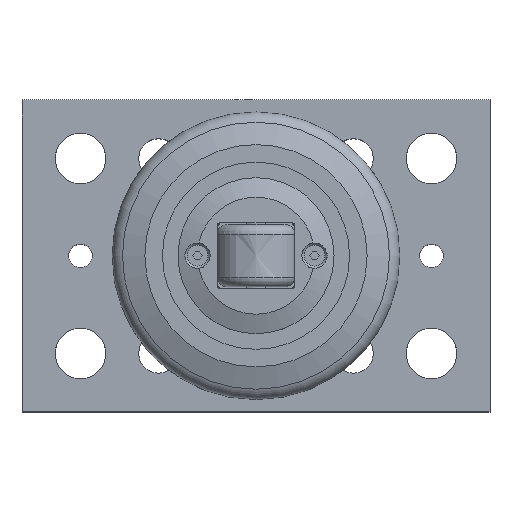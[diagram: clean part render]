
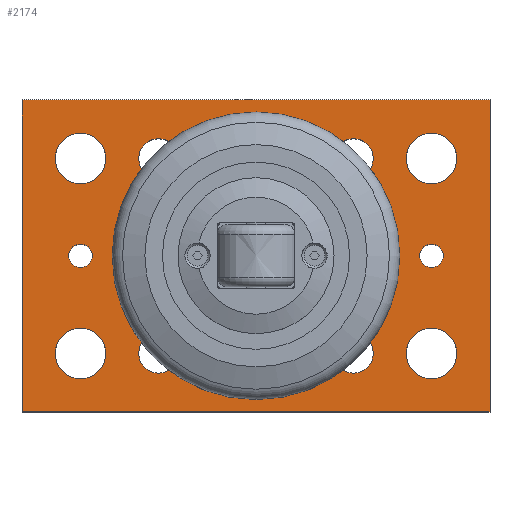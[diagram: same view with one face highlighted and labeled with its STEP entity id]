
A CAD part, top view. The second image highlights one B-rep face of the part: STEP entity #2174.
In plain terms, the highlighted planar face has unit normal (0, 0, 1).
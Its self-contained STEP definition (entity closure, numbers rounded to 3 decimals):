
#76=FACE_BOUND('',#404,.T.);
#77=FACE_BOUND('',#405,.T.);
#78=FACE_BOUND('',#406,.T.);
#79=FACE_BOUND('',#407,.T.);
#80=FACE_BOUND('',#408,.T.);
#81=FACE_BOUND('',#409,.T.);
#82=FACE_BOUND('',#410,.T.);
#83=FACE_BOUND('',#411,.T.);
#84=FACE_BOUND('',#412,.T.);
#85=FACE_BOUND('',#413,.T.);
#86=FACE_BOUND('',#414,.T.);
#139=PLANE('',#2449);
#264=FACE_OUTER_BOUND('',#403,.T.);
#403=EDGE_LOOP('',(#1995,#1996,#1997,#1998));
#404=EDGE_LOOP('',(#1999));
#405=EDGE_LOOP('',(#2000,#2001));
#406=EDGE_LOOP('',(#2002,#2003));
#407=EDGE_LOOP('',(#2004,#2005));
#408=EDGE_LOOP('',(#2006,#2007));
#409=EDGE_LOOP('',(#2008));
#410=EDGE_LOOP('',(#2009));
#411=EDGE_LOOP('',(#2010));
#412=EDGE_LOOP('',(#2011));
#413=EDGE_LOOP('',(#2012));
#414=EDGE_LOOP('',(#2013));
#545=LINE('',#4037,#687);
#549=LINE('',#4045,#691);
#552=LINE('',#4051,#694);
#555=LINE('',#4056,#697);
#687=VECTOR('',#3078,10.);
#691=VECTOR('',#3084,10.);
#694=VECTOR('',#3089,10.);
#697=VECTOR('',#3094,10.);
#819=CIRCLE('',#2406,23.5);
#821=CIRCLE('',#2410,5.053);
#822=CIRCLE('',#2411,5.053);
#824=CIRCLE('',#2414,5.053);
#825=CIRCLE('',#2415,5.053);
#827=CIRCLE('',#2418,5.053);
#828=CIRCLE('',#2419,5.053);
#830=CIRCLE('',#2422,5.053);
#831=CIRCLE('',#2423,5.053);
#833=CIRCLE('',#2426,6.5);
#835=CIRCLE('',#2429,6.5);
#837=CIRCLE('',#2432,6.5);
#839=CIRCLE('',#2435,6.5);
#841=CIRCLE('',#2438,3.);
#843=CIRCLE('',#2441,3.);
#1026=VERTEX_POINT('',#3960);
#1028=VERTEX_POINT('',#3967);
#1029=VERTEX_POINT('',#3968);
#1031=VERTEX_POINT('',#3975);
#1032=VERTEX_POINT('',#3976);
#1034=VERTEX_POINT('',#3983);
#1035=VERTEX_POINT('',#3984);
#1037=VERTEX_POINT('',#3991);
#1038=VERTEX_POINT('',#3992);
#1040=VERTEX_POINT('',#3999);
#1042=VERTEX_POINT('',#4005);
#1044=VERTEX_POINT('',#4011);
#1046=VERTEX_POINT('',#4017);
#1048=VERTEX_POINT('',#4023);
#1050=VERTEX_POINT('',#4029);
#1052=VERTEX_POINT('',#4035);
#1053=VERTEX_POINT('',#4036);
#1056=VERTEX_POINT('',#4044);
#1058=VERTEX_POINT('',#4050);
#1330=EDGE_CURVE('',#1026,#1026,#819,.T.);
#1332=EDGE_CURVE('',#1028,#1029,#821,.T.);
#1333=EDGE_CURVE('',#1029,#1028,#822,.T.);
#1336=EDGE_CURVE('',#1031,#1032,#824,.T.);
#1337=EDGE_CURVE('',#1032,#1031,#825,.T.);
#1340=EDGE_CURVE('',#1034,#1035,#827,.T.);
#1341=EDGE_CURVE('',#1035,#1034,#828,.T.);
#1344=EDGE_CURVE('',#1037,#1038,#830,.T.);
#1345=EDGE_CURVE('',#1038,#1037,#831,.T.);
#1348=EDGE_CURVE('',#1040,#1040,#833,.T.);
#1351=EDGE_CURVE('',#1042,#1042,#835,.T.);
#1354=EDGE_CURVE('',#1044,#1044,#837,.T.);
#1357=EDGE_CURVE('',#1046,#1046,#839,.T.);
#1360=EDGE_CURVE('',#1048,#1048,#841,.T.);
#1363=EDGE_CURVE('',#1050,#1050,#843,.T.);
#1366=EDGE_CURVE('',#1052,#1053,#545,.T.);
#1370=EDGE_CURVE('',#1053,#1056,#549,.T.);
#1373=EDGE_CURVE('',#1056,#1058,#552,.T.);
#1376=EDGE_CURVE('',#1058,#1052,#555,.T.);
#1995=ORIENTED_EDGE('',*,*,#1366,.F.);
#1996=ORIENTED_EDGE('',*,*,#1376,.F.);
#1997=ORIENTED_EDGE('',*,*,#1373,.F.);
#1998=ORIENTED_EDGE('',*,*,#1370,.F.);
#1999=ORIENTED_EDGE('',*,*,#1330,.T.);
#2000=ORIENTED_EDGE('',*,*,#1332,.T.);
#2001=ORIENTED_EDGE('',*,*,#1333,.T.);
#2002=ORIENTED_EDGE('',*,*,#1336,.T.);
#2003=ORIENTED_EDGE('',*,*,#1337,.T.);
#2004=ORIENTED_EDGE('',*,*,#1340,.T.);
#2005=ORIENTED_EDGE('',*,*,#1341,.T.);
#2006=ORIENTED_EDGE('',*,*,#1344,.T.);
#2007=ORIENTED_EDGE('',*,*,#1345,.T.);
#2008=ORIENTED_EDGE('',*,*,#1348,.T.);
#2009=ORIENTED_EDGE('',*,*,#1351,.T.);
#2010=ORIENTED_EDGE('',*,*,#1354,.T.);
#2011=ORIENTED_EDGE('',*,*,#1357,.T.);
#2012=ORIENTED_EDGE('',*,*,#1360,.T.);
#2013=ORIENTED_EDGE('',*,*,#1363,.T.);
#2174=ADVANCED_FACE('',(#264,#76,#77,#78,#79,#80,#81,#82,#83,#84,#85,#86),
#139,.T.);
#2406=AXIS2_PLACEMENT_3D('',#3962,#2992,#2993);
#2410=AXIS2_PLACEMENT_3D('',#3969,#3000,#3001);
#2411=AXIS2_PLACEMENT_3D('',#3970,#3002,#3003);
#2414=AXIS2_PLACEMENT_3D('',#3977,#3009,#3010);
#2415=AXIS2_PLACEMENT_3D('',#3978,#3011,#3012);
#2418=AXIS2_PLACEMENT_3D('',#3985,#3018,#3019);
#2419=AXIS2_PLACEMENT_3D('',#3986,#3020,#3021);
#2422=AXIS2_PLACEMENT_3D('',#3993,#3027,#3028);
#2423=AXIS2_PLACEMENT_3D('',#3994,#3029,#3030);
#2426=AXIS2_PLACEMENT_3D('',#4000,#3036,#3037);
#2429=AXIS2_PLACEMENT_3D('',#4006,#3043,#3044);
#2432=AXIS2_PLACEMENT_3D('',#4012,#3050,#3051);
#2435=AXIS2_PLACEMENT_3D('',#4018,#3057,#3058);
#2438=AXIS2_PLACEMENT_3D('',#4024,#3064,#3065);
#2441=AXIS2_PLACEMENT_3D('',#4030,#3071,#3072);
#2449=AXIS2_PLACEMENT_3D('',#4061,#3100,#3101);
#2992=DIRECTION('center_axis',(0.,0.,-1.));
#2993=DIRECTION('ref_axis',(-1.,0.,0.));
#3000=DIRECTION('center_axis',(0.,0.,-1.));
#3001=DIRECTION('ref_axis',(1.,0.,0.));
#3002=DIRECTION('center_axis',(0.,0.,-1.));
#3003=DIRECTION('ref_axis',(1.,0.,0.));
#3009=DIRECTION('center_axis',(0.,0.,-1.));
#3010=DIRECTION('ref_axis',(1.,0.,0.));
#3011=DIRECTION('center_axis',(0.,0.,-1.));
#3012=DIRECTION('ref_axis',(1.,0.,0.));
#3018=DIRECTION('center_axis',(0.,0.,-1.));
#3019=DIRECTION('ref_axis',(1.,0.,0.));
#3020=DIRECTION('center_axis',(0.,0.,-1.));
#3021=DIRECTION('ref_axis',(1.,0.,0.));
#3027=DIRECTION('center_axis',(0.,0.,-1.));
#3028=DIRECTION('ref_axis',(1.,0.,0.));
#3029=DIRECTION('center_axis',(0.,0.,-1.));
#3030=DIRECTION('ref_axis',(1.,0.,0.));
#3036=DIRECTION('center_axis',(0.,0.,-1.));
#3037=DIRECTION('ref_axis',(-1.,0.,0.));
#3043=DIRECTION('center_axis',(0.,0.,-1.));
#3044=DIRECTION('ref_axis',(-1.,0.,0.));
#3050=DIRECTION('center_axis',(0.,0.,-1.));
#3051=DIRECTION('ref_axis',(-1.,0.,0.));
#3057=DIRECTION('center_axis',(0.,0.,-1.));
#3058=DIRECTION('ref_axis',(-1.,0.,0.));
#3064=DIRECTION('center_axis',(0.,0.,-1.));
#3065=DIRECTION('ref_axis',(-1.,0.,0.));
#3071=DIRECTION('center_axis',(0.,0.,-1.));
#3072=DIRECTION('ref_axis',(-1.,0.,0.));
#3078=DIRECTION('',(0.,1.,0.));
#3084=DIRECTION('',(1.,0.,0.));
#3089=DIRECTION('',(0.,-1.,0.));
#3094=DIRECTION('',(-1.,0.,0.));
#3100=DIRECTION('center_axis',(0.,0.,1.));
#3101=DIRECTION('ref_axis',(1.,0.,0.));
#3960=CARTESIAN_POINT('',(83.5,40.,15.));
#3962=CARTESIAN_POINT('Origin',(60.,40.,15.));
#3967=CARTESIAN_POINT('',(40.053,15.,15.));
#3968=CARTESIAN_POINT('',(29.947,15.,15.));
#3969=CARTESIAN_POINT('Origin',(35.,15.,15.));
#3970=CARTESIAN_POINT('Origin',(35.,15.,15.));
#3975=CARTESIAN_POINT('',(90.053,15.,15.));
#3976=CARTESIAN_POINT('',(79.947,15.,15.));
#3977=CARTESIAN_POINT('Origin',(85.,15.,15.));
#3978=CARTESIAN_POINT('Origin',(85.,15.,15.));
#3983=CARTESIAN_POINT('',(90.053,65.,15.));
#3984=CARTESIAN_POINT('',(79.947,65.,15.));
#3985=CARTESIAN_POINT('Origin',(85.,65.,15.));
#3986=CARTESIAN_POINT('Origin',(85.,65.,15.));
#3991=CARTESIAN_POINT('',(40.053,65.,15.));
#3992=CARTESIAN_POINT('',(29.947,65.,15.));
#3993=CARTESIAN_POINT('Origin',(35.,65.,15.));
#3994=CARTESIAN_POINT('Origin',(35.,65.,15.));
#3999=CARTESIAN_POINT('',(111.5,65.,15.));
#4000=CARTESIAN_POINT('Origin',(105.,65.,15.));
#4005=CARTESIAN_POINT('',(21.5,15.,15.));
#4006=CARTESIAN_POINT('Origin',(15.,15.,15.));
#4011=CARTESIAN_POINT('',(21.5,65.,15.));
#4012=CARTESIAN_POINT('Origin',(15.,65.,15.));
#4017=CARTESIAN_POINT('',(111.5,15.,15.));
#4018=CARTESIAN_POINT('Origin',(105.,15.,15.));
#4023=CARTESIAN_POINT('',(108.,40.,15.));
#4024=CARTESIAN_POINT('Origin',(105.,40.,15.));
#4029=CARTESIAN_POINT('',(18.,40.,15.));
#4030=CARTESIAN_POINT('Origin',(15.,40.,15.));
#4035=CARTESIAN_POINT('',(0.,0.,15.));
#4036=CARTESIAN_POINT('',(0.,80.,15.));
#4037=CARTESIAN_POINT('',(0.,80.,15.));
#4044=CARTESIAN_POINT('',(120.,80.,15.));
#4045=CARTESIAN_POINT('',(120.,80.,15.));
#4050=CARTESIAN_POINT('',(120.,0.,15.));
#4051=CARTESIAN_POINT('',(120.,0.,15.));
#4056=CARTESIAN_POINT('',(0.,0.,15.));
#4061=CARTESIAN_POINT('Origin',(60.,40.,15.));
